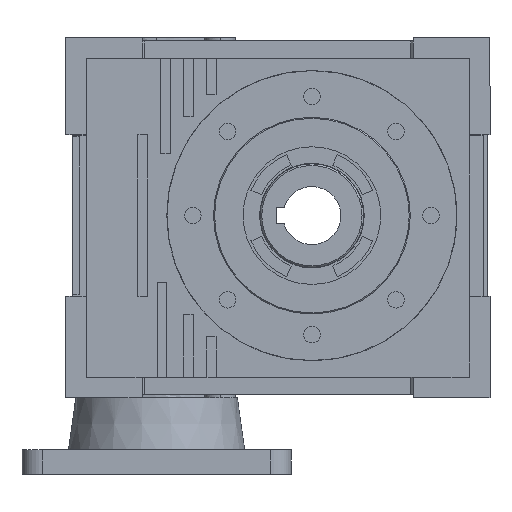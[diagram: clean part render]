
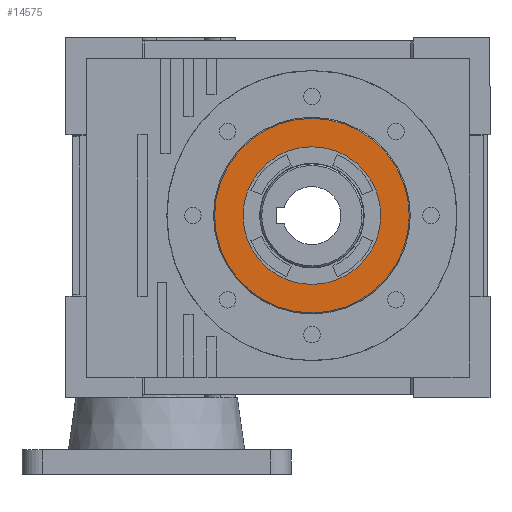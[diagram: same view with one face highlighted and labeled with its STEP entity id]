
A CAD part, left-side view. The second image highlights one B-rep face of the part: STEP entity #14575.
In plain terms, the highlighted planar face has unit normal (-1, 0, 0).
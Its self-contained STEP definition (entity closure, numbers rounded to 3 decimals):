
#491 = EDGE_CURVE ( 'NONE', #21026, #15080, #10255, .T. ) ;
#961 = ORIENTED_EDGE ( 'NONE', *, *, #491, .T. ) ;
#1448 = CARTESIAN_POINT ( 'NONE',  ( -60., 0., 0. ) ) ;
#1698 = DIRECTION ( 'NONE',  ( 1., 0., 0. ) ) ;
#2153 = PLANE ( 'NONE',  #3711 ) ;
#2353 = DIRECTION ( 'NONE',  ( 0., 0., 1. ) ) ;
#3270 = DIRECTION ( 'NONE',  ( 0., 0., 1. ) ) ;
#3711 = AXIS2_PLACEMENT_3D ( 'NONE', #10993, #17905, #16101 ) ;
#4481 = EDGE_LOOP ( 'NONE', ( #961, #11731 ) ) ;
#4660 = EDGE_CURVE ( 'NONE', #15080, #21026, #14937, .T. ) ;
#4668 = VERTEX_POINT ( 'NONE', #21828 ) ;
#4731 = CIRCLE ( 'NONE', #10307, 47. ) ;
#6388 = AXIS2_PLACEMENT_3D ( 'NONE', #1448, #16849, #3270 ) ;
#7701 = CARTESIAN_POINT ( 'NONE',  ( -60., 0., 0. ) ) ;
#7738 = CARTESIAN_POINT ( 'NONE',  ( -60., 0., -47. ) ) ;
#9781 = CARTESIAN_POINT ( 'NONE',  ( -60., 0., 33.25 ) ) ;
#9959 = ORIENTED_EDGE ( 'NONE', *, *, #21996, .T. ) ;
#10255 = CIRCLE ( 'NONE', #16448, 33.25 ) ;
#10304 = DIRECTION ( 'NONE',  ( 0., 0., -1. ) ) ;
#10307 = AXIS2_PLACEMENT_3D ( 'NONE', #7701, #11108, #2353 ) ;
#10993 = CARTESIAN_POINT ( 'NONE',  ( -60., 0., 0. ) ) ;
#11108 = DIRECTION ( 'NONE',  ( -1., 0., 0. ) ) ;
#11731 = ORIENTED_EDGE ( 'NONE', *, *, #4660, .T. ) ;
#12869 = CIRCLE ( 'NONE', #6388, 47. ) ;
#13300 = CARTESIAN_POINT ( 'NONE',  ( -60., 0., 0. ) ) ;
#14232 = FACE_OUTER_BOUND ( 'NONE', #19311, .T. ) ;
#14575 = ADVANCED_FACE ( 'NONE', ( #14232, #18304 ), #2153, .T. ) ;
#14937 = CIRCLE ( 'NONE', #18190, 33.25 ) ;
#15080 = VERTEX_POINT ( 'NONE', #17727 ) ;
#15087 = DIRECTION ( 'NONE',  ( 0., 0., -1. ) ) ;
#16101 = DIRECTION ( 'NONE',  ( 0., 0., -1. ) ) ;
#16448 = AXIS2_PLACEMENT_3D ( 'NONE', #13300, #20140, #15087 ) ;
#16849 = DIRECTION ( 'NONE',  ( -1., 0., 0. ) ) ;
#17153 = CARTESIAN_POINT ( 'NONE',  ( -60., 0., 0. ) ) ;
#17727 = CARTESIAN_POINT ( 'NONE',  ( -60., 0., -33.25 ) ) ;
#17905 = DIRECTION ( 'NONE',  ( -1., 0., 0. ) ) ;
#18190 = AXIS2_PLACEMENT_3D ( 'NONE', #17153, #1698, #10304 ) ;
#18304 = FACE_BOUND ( 'NONE', #4481, .T. ) ;
#19311 = EDGE_LOOP ( 'NONE', ( #21717, #9959 ) ) ;
#20140 = DIRECTION ( 'NONE',  ( 1., 0., 0. ) ) ;
#20971 = VERTEX_POINT ( 'NONE', #7738 ) ;
#21026 = VERTEX_POINT ( 'NONE', #9781 ) ;
#21717 = ORIENTED_EDGE ( 'NONE', *, *, #22322, .T. ) ;
#21828 = CARTESIAN_POINT ( 'NONE',  ( -60., 0., 47. ) ) ;
#21996 = EDGE_CURVE ( 'NONE', #4668, #20971, #12869, .T. ) ;
#22322 = EDGE_CURVE ( 'NONE', #20971, #4668, #4731, .T. ) ;
